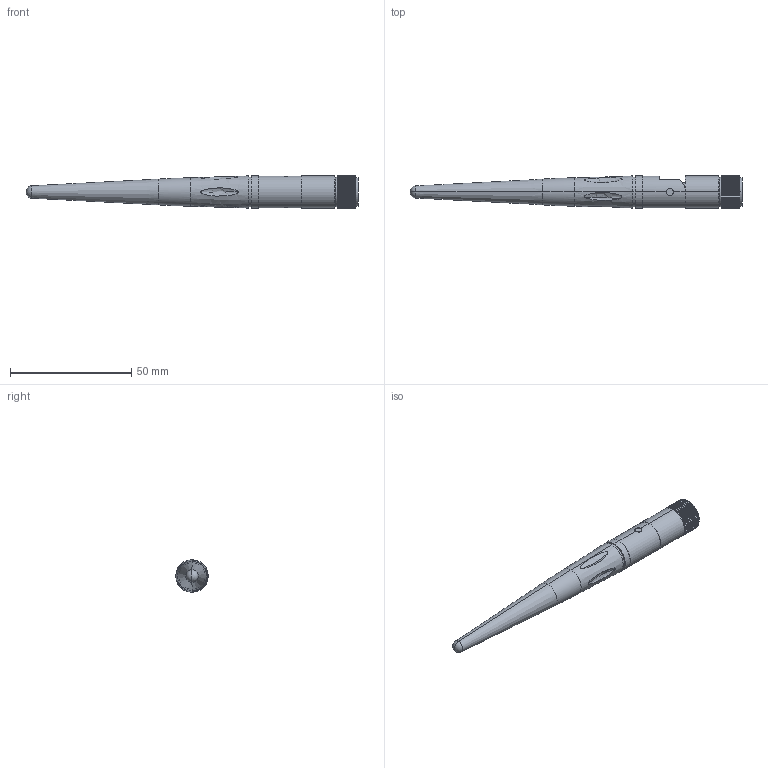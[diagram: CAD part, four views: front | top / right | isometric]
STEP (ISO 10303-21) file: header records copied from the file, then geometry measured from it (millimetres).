
FILE_DESCRIPTION (( 'STEP AP203' ), '1' );
FILE_NAME ('HG2403RD-SM.STEP', '2011-09-23T13:53:33', ( 'x' ), ( 'Microsoft' ), 'SwSTEP 2.0', 'SolidWorks 2010', '' );
FILE_SCHEMA (( 'CONFIG_CONTROL_DESIGN' ));
Length unit declared in the file: inch
Products named in the file (3): HG2403RD-SM_2of2; HG2403RD-SM; HG2403RD-SM_1of2
Assembly tree (2 placements, depth 2):
  HG2403RD-SM
    HG2403RD-SM_2of2
    HG2403RD-SM_1of2
Bounding box: 136.91 x 13.36 x 13.36 mm (x, y, z)
Volume: 11631.4 mm3; surface area: 7044.8 mm2
Topology: 2 solids, 2 shells, 396 faces, 1056 edges, 684 vertices
Faces by surface type: cylinder 201, plane 153, cone 26, torus 14, sphere 2
Entity records: 13158 total; most frequent: CARTESIAN_POINT 2617, DIRECTION 2259, ORIENTED_EDGE 2108, EDGE_CURVE 1054, AXIS2_PLACEMENT_3D 820, VERTEX_POINT 684, VECTOR 619, LINE 619
